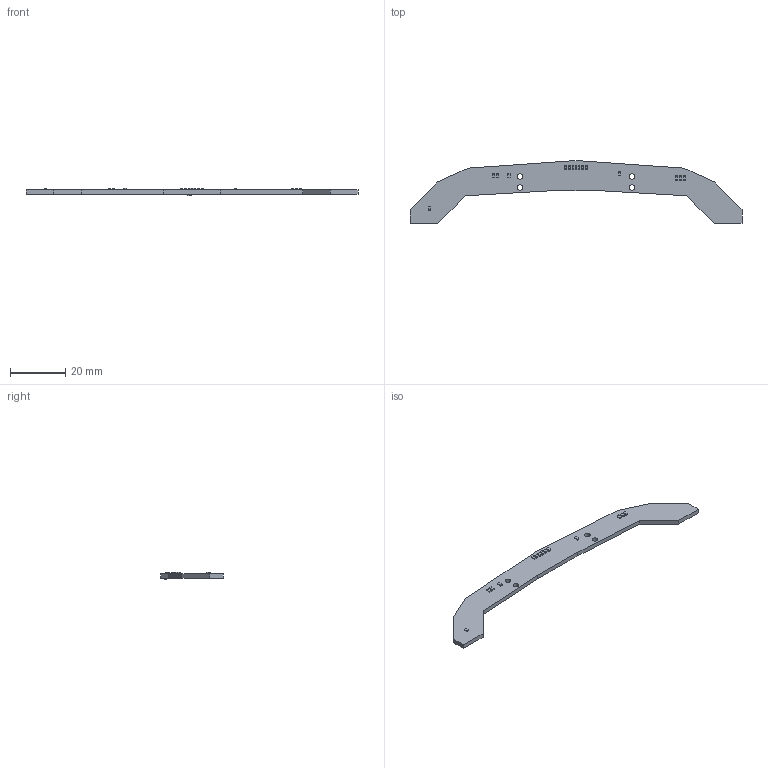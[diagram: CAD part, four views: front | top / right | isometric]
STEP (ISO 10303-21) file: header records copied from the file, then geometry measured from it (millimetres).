
FILE_DESCRIPTION(('KiCad electronic assembly'),'2;1');
FILE_NAME('KaszmirSensors.step','2021-05-03T22:06:27',('An Author'),( 'A Company'),'Open CASCADE STEP processor 6.9', 'KiCad to STEP converter','Unknown');
FILE_SCHEMA(('AUTOMOTIVE_DESIGN { 1 0 10303 214 1 1 1 1 }'));
Length unit declared in the file: millimetre
Products named in the file (4): Open CASCADE STEP translator 6.9 1; R_0603_1608Metric; SOLID; COMPOUND
Assembly tree (17 placements, depth 3):
  Open CASCADE STEP translator 6.9 1
    R_0603_1608Metric  x15
      SOLID
    COMPOUND
Bounding box: 120 x 22.75 x 2.6 mm (x, y, z)
Volume: 2010.9 mm3; surface area: 3044.9 mm2
Topology: 16 solids, 16 shells, 411 faces, 1077 edges, 698 vertices
Faces by surface type: plane 287, cylinder 124
Full cylindrical faces by diameter (mm): 2 x4
Entity records: 3519 total; most frequent: CARTESIAN_POINT 618, DIRECTION 513, LINE 327, VECTOR 327, ORIENTED_EDGE 250, PCURVE 250, DEFINITIONAL_REPRESENTATION 250, EDGE_CURVE 125
